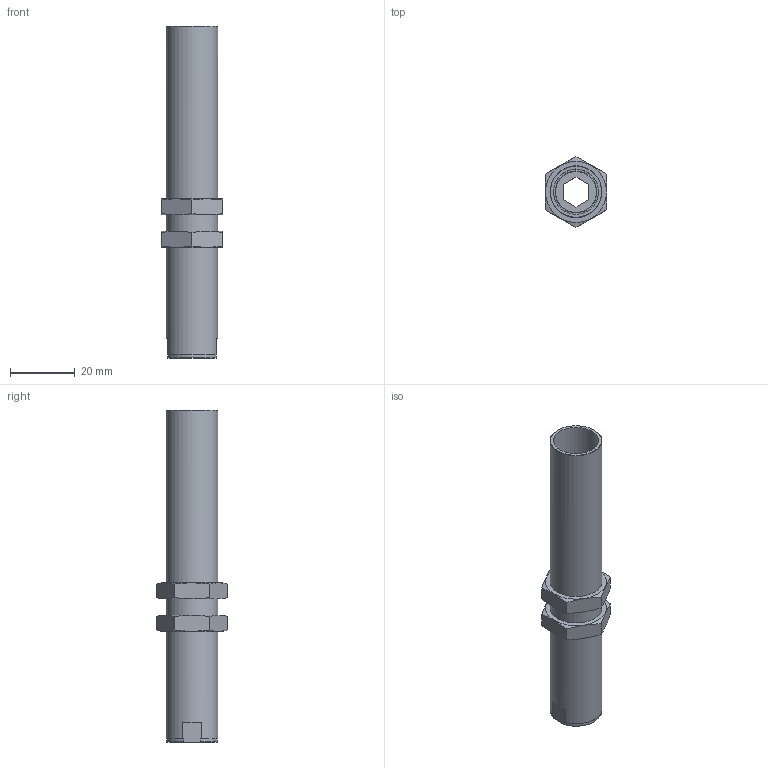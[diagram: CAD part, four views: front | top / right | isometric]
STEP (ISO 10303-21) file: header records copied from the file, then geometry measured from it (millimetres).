
FILE_DESCRIPTION(/* description */ ('STEP AP214'),/* implementation_level */ '2;1');
FILE_NAME(/* name */ '1165491_DAYH-10',/* time_stamp */ '2024-08-14T18:17:41+02:00',/* author */ ('License CC BY-ND 4.0'),/* organization */ ('CADENAS'),/* preprocessor_version */ 'ST-DEVELOPER v19.3',/* originating_system */ 'PARTsolutions',/* authorisation */ ' ');
FILE_SCHEMA (('AUTOMOTIVE_DESIGN {1 0 10303 214 3 1 1}'));
Length unit declared in the file: millimetre
Products named in the file (4): 1165491 DAYH-10; 1165489 DAYH-10; 1165490 DAYH-10; 348988 SPZ-25-P-A M16X1-5-19
Assembly tree (4 placements, depth 2):
  1165491 DAYH-10
    1165489 DAYH-10
    1165490 DAYH-10
    348988 SPZ-25-P-A M16X1-5-19  x2
Bounding box: 19 x 21.94 x 102.5 mm (x, y, z)
Volume: 8225.4 mm3; surface area: 11899.1 mm2
Topology: 4 solids, 4 shells, 55 faces, 130 edges, 84 vertices
Faces by surface type: plane 33, cone 14, cylinder 8
Full cylindrical faces by diameter (mm): 12.917 x1, 14 x2, 14.917 x2, 16 x1
Entity records: 1260 total; most frequent: CARTESIAN_POINT 251, DIRECTION 188, ORIENTED_EDGE 166, EDGE_CURVE 83, AXIS2_PLACEMENT_3D 74, EDGE_LOOP 62, FACE_BOUND 62, VERTEX_POINT 61
